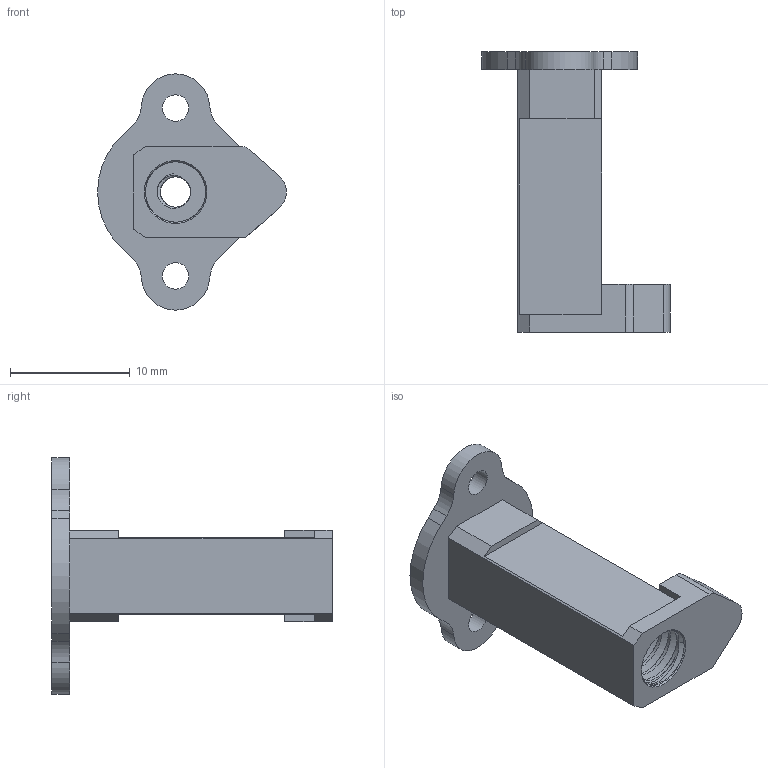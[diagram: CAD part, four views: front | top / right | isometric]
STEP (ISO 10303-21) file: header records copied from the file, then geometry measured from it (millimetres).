
FILE_DESCRIPTION(/* description */ (''),/* implementation_level */ '2;1');
FILE_NAME(/* name */ 'BLOCK_DUAL.step',/* time_stamp */ '2026-02-05T18:55:02+09:00',/* author */ (''),/* organization */ (''),/* preprocessor_version */ 'ST-DEVELOPER v20.1',/* originating_system */ 'Autodesk Translation Framework v14.21.0.0',/* authorisation */ '');
FILE_SCHEMA (('AUTOMOTIVE_DESIGN { 1 0 10303 214 3 1 1 }'));
Length unit declared in the file: millimetre
Products named in the file (2): Heater Block; 구성요소2
Assembly tree (1 placements, depth 2):
  Heater Block
    구성요소2
Bounding box: 15.74 x 23.4 x 19.7 mm (x, y, z)
Volume: 1024.4 mm3; surface area: 1650.8 mm2
Topology: 1 solids, 1 shells, 183 faces, 593 edges, 413 vertices
Faces by surface type: cylinder 112, plane 48, bspline 22, cone 1
Full cylindrical faces by diameter (mm): 2.2 x2, 2.529 x17, 3 x1, 3.086 x6, 5 x1, 5.035 x6, 6.147 x5
Entity records: 22662 total; most frequent: CARTESIAN_POINT 18020, ORIENTED_EDGE 1186, DIRECTION 636, EDGE_CURVE 593, VERTEX_POINT 413, B_SPLINE_CURVE_WITH_KNOTS 346, AXIS2_PLACEMENT_3D 225, EDGE_LOOP 194
